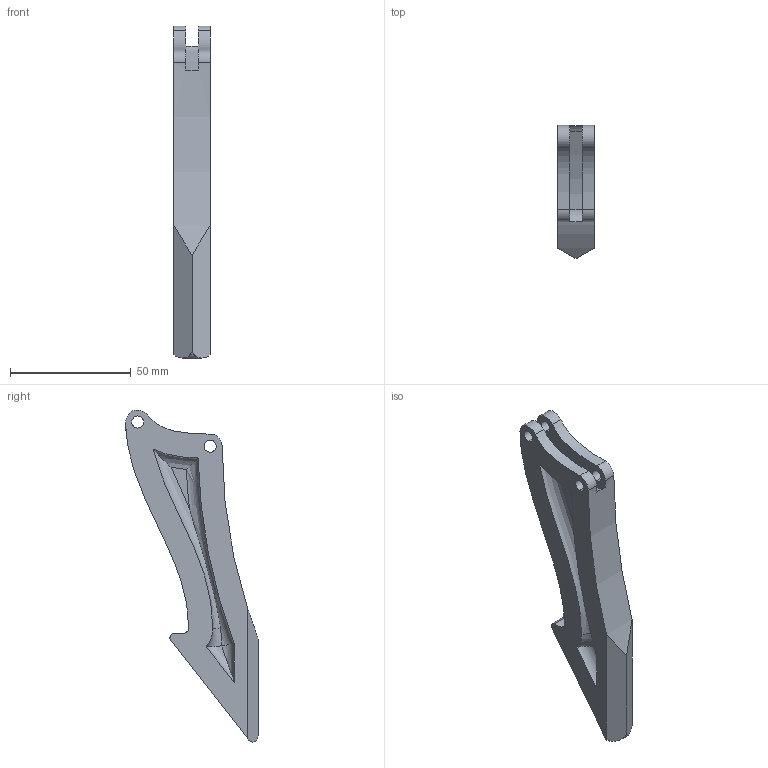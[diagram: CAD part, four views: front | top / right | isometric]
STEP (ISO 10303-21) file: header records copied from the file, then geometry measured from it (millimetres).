
FILE_DESCRIPTION (( 'STEP AP203' ), '1' );
FILE_NAME ('10.STEP', '2014-08-25T10:58:05', ( 'zakaria' ), ( '' ), 'SwSTEP 2.0', 'SolidWorks 2013', '' );
FILE_SCHEMA (( 'CONFIG_CONTROL_DESIGN' ));
Length unit declared in the file: millimetre
Products named in the file (1): 10
Bounding box: 15 x 55 x 137.62 mm (x, y, z)
Volume: 44047.5 mm3; surface area: 13811.3 mm2
Topology: 1 solids, 1 shells, 48 faces, 132 edges, 88 vertices
Faces by surface type: cylinder 23, plane 13, bspline 8, torus 4
Entity records: 2407 total; most frequent: CARTESIAN_POINT 1151, ORIENTED_EDGE 264, DIRECTION 224, EDGE_CURVE 132, AXIS2_PLACEMENT_3D 89, VERTEX_POINT 88, EDGE_LOOP 58, FACE_OUTER_BOUND 48
